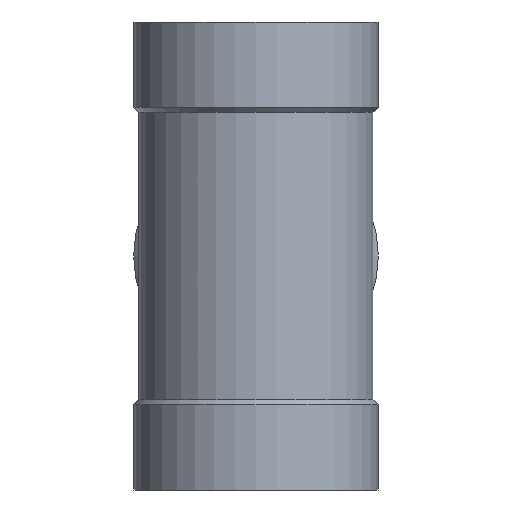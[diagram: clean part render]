
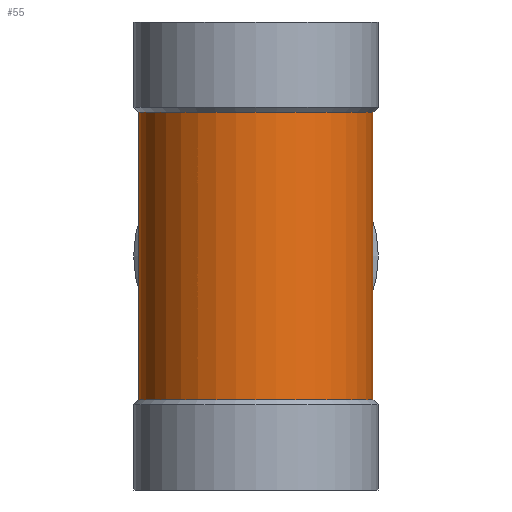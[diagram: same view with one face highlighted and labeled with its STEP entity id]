
A CAD part, left-side view. The second image highlights one B-rep face of the part: STEP entity #55.
In plain terms, the highlighted cylindrical face has radius 55 mm (diameter 110 mm), a full revolution.
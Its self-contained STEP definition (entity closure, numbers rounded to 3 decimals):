
#55 = ADVANCED_FACE( '', ( #123, #124, #125 ), #126, .T. );
#123 = FACE_OUTER_BOUND( '', #208, .T. );
#124 = FACE_BOUND( '', #209, .T. );
#125 = FACE_OUTER_BOUND( '', #210, .T. );
#126 = CYLINDRICAL_SURFACE( '', #211, 55. );
#208 = EDGE_LOOP( '', ( #300 ) );
#209 = EDGE_LOOP( '', ( #301, #302 ) );
#210 = EDGE_LOOP( '', ( #303 ) );
#211 = AXIS2_PLACEMENT_3D( '', #304, #305, #306 );
#300 = ORIENTED_EDGE( '', *, *, #394, .T. );
#301 = ORIENTED_EDGE( '', *, *, #402, .F. );
#302 = ORIENTED_EDGE( '', *, *, #403, .F. );
#303 = ORIENTED_EDGE( '', *, *, #382, .F. );
#304 = CARTESIAN_POINT( '', ( 0., 0., -110. ) );
#305 = DIRECTION( '', ( 0., 0., 1. ) );
#306 = DIRECTION( '', ( -1., 0., 0. ) );
#382 = EDGE_CURVE( '', #423, #423, #424, .T. );
#394 = EDGE_CURVE( '', #444, #444, #445, .T. );
#402 = EDGE_CURVE( '', #457, #458, #459, .T. );
#403 = EDGE_CURVE( '', #458, #457, #460, .F. );
#423 = VERTEX_POINT( '', #486 );
#424 = CIRCLE( '', #487, 55. );
#444 = VERTEX_POINT( '', #507 );
#445 = CIRCLE( '', #508, 55. );
#457 = VERTEX_POINT( '', #520 );
#458 = VERTEX_POINT( '', #521 );
#459 = ELLIPSE( '', #522, 77.782, 55. );
#460 = ELLIPSE( '', #523, 77.782, 55. );
#486 = CARTESIAN_POINT( '', ( -55., 0., -67.5 ) );
#487 = AXIS2_PLACEMENT_3D( '', #548, #549, #550 );
#507 = CARTESIAN_POINT( '', ( -55., 0., 67.5 ) );
#508 = AXIS2_PLACEMENT_3D( '', #575, #576, #577 );
#520 = CARTESIAN_POINT( '', ( 0., 55., 0. ) );
#521 = CARTESIAN_POINT( '', ( 0., -55., 0. ) );
#522 = AXIS2_PLACEMENT_3D( '', #590, #591, #592 );
#523 = AXIS2_PLACEMENT_3D( '', #593, #594, #595 );
#548 = CARTESIAN_POINT( '', ( 0., 0., -67.5 ) );
#549 = DIRECTION( '', ( 0., 0., -1. ) );
#550 = DIRECTION( '', ( -1., 0., 0. ) );
#575 = CARTESIAN_POINT( '', ( 0., 0., 67.5 ) );
#576 = DIRECTION( '', ( 0., 0., -1. ) );
#577 = DIRECTION( '', ( -1., 0., 0. ) );
#590 = CARTESIAN_POINT( '', ( 0., 0., 0. ) );
#591 = DIRECTION( '', ( 0.707, 0., -0.707 ) );
#592 = DIRECTION( '', ( -0.707, 0., -0.707 ) );
#593 = CARTESIAN_POINT( '', ( 0., 0., 0. ) );
#594 = DIRECTION( '', ( -0.707, 0., -0.707 ) );
#595 = DIRECTION( '', ( 0.707, 0., -0.707 ) );
